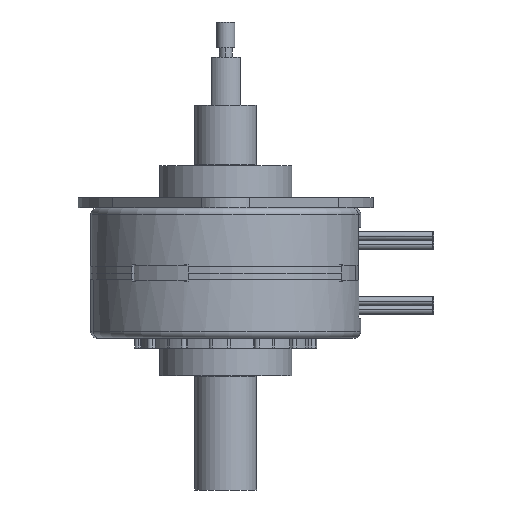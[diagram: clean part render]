
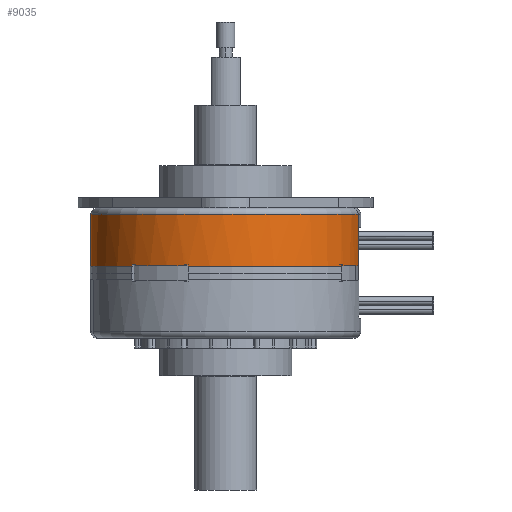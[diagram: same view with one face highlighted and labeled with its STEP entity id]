
A CAD part, front view. The second image highlights one B-rep face of the part: STEP entity #9035.
In plain terms, the highlighted cylindrical face has radius 20.841 mm (diameter 41.681 mm), a partial arc.
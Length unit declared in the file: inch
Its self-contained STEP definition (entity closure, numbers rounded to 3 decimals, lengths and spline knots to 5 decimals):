
#4042=CARTESIAN_POINT('',(0.,0.,0.));
#4043=DIRECTION('',(0.,0.,-1.));
#4044=DIRECTION('',(-0.195,0.981,0.));
#4045=AXIS2_PLACEMENT_3D('',#4042,#4043,#4044);
#4052=DIRECTION('',(0.,0.,-1.));
#4053=VECTOR('',#4052,0.313);
#4054=CARTESIAN_POINT('',(0.16007,-0.80473,0.313));
#4055=LINE('',#4054,#4053);
#4056=CARTESIAN_POINT('',(0.,0.,0.316));
#4057=DIRECTION('',(0.,0.,-1.));
#4058=DIRECTION('',(0.961,0.277,0.));
#4059=AXIS2_PLACEMENT_3D('',#4056,#4057,#4058);
#4061=CARTESIAN_POINT('',(0.,0.,0.316));
#4062=DIRECTION('',(0.,0.,-1.));
#4063=DIRECTION('',(-0.195,0.981,0.));
#4064=AXIS2_PLACEMENT_3D('',#4061,#4062,#4063);
#4066=DIRECTION('',(0.,0.,-1.));
#4067=VECTOR('',#4066,0.316);
#4068=CARTESIAN_POINT('',(-0.16007,0.80473,0.316));
#4069=LINE('',#4068,#4067);
#4135=DIRECTION('',(0.,0.,1.));
#4136=VECTOR('',#4135,0.011);
#4137=CARTESIAN_POINT('',(0.4325,-0.69725,0.305));
#4138=LINE('',#4137,#4136);
#4147=CARTESIAN_POINT('',(0.,0.,0.305));
#4148=DIRECTION('',(0.,0.,1.));
#4149=DIRECTION('',(0.497,-0.868,0.));
#4150=AXIS2_PLACEMENT_3D('',#4147,#4148,#4149);
#4161=DIRECTION('',(0.,0.,1.));
#4162=VECTOR('',#4161,0.008);
#4163=CARTESIAN_POINT('',(0.4075,-0.71215,0.305));
#4164=LINE('',#4163,#4162);
#4187=CARTESIAN_POINT('',(0.,0.,0.313));
#4188=DIRECTION('',(0.,0.,1.));
#4189=DIRECTION('',(0.195,-0.981,0.));
#4190=AXIS2_PLACEMENT_3D('',#4187,#4188,#4189);
#4359=DIRECTION('',(0.,0.,1.));
#4360=VECTOR('',#4359,0.011);
#4361=CARTESIAN_POINT('',(0.78829,0.22764,0.305));
#4362=LINE('',#4361,#4360);
#4363=CARTESIAN_POINT('',(0.,0.,0.305));
#4364=DIRECTION('',(0.,0.,1.));
#4365=DIRECTION('',(0.961,0.277,0.));
#4366=AXIS2_PLACEMENT_3D('',#4363,#4364,#4365);
#4377=DIRECTION('',(0.,0.,1.));
#4378=VECTOR('',#4377,0.008);
#4379=CARTESIAN_POINT('',(0.78079,0.25218,0.305));
#4380=LINE('',#4379,#4378);
#4389=CARTESIAN_POINT('',(0.,0.,0.313));
#4390=DIRECTION('',(0.,0.,1.));
#4391=DIRECTION('',(0.952,0.307,0.));
#4392=AXIS2_PLACEMENT_3D('',#4389,#4390,#4391);
#4403=DIRECTION('',(0.,0.,1.));
#4404=VECTOR('',#4403,0.008);
#4405=CARTESIAN_POINT('',(0.60879,0.55009,0.305));
#4406=LINE('',#4405,#4404);
#4415=CARTESIAN_POINT('',(0.,0.,0.305));
#4416=DIRECTION('',(0.,0.,1.));
#4417=DIRECTION('',(0.742,0.67,0.));
#4418=AXIS2_PLACEMENT_3D('',#4415,#4416,#4417);
#4433=DIRECTION('',(0.,0.,1.));
#4434=VECTOR('',#4433,0.011);
#4435=CARTESIAN_POINT('',(0.59129,0.56886,0.305));
#4436=LINE('',#4435,#4434);
#4999=CARTESIAN_POINT('',(0.4325,-0.69725,0.316));
#5000=VERTEX_POINT('',#4999);
#5001=CARTESIAN_POINT('',(0.4325,-0.69725,0.305));
#5002=VERTEX_POINT('',#5001);
#5003=CARTESIAN_POINT('',(0.4075,-0.71215,0.305));
#5004=VERTEX_POINT('',#5003);
#5005=CARTESIAN_POINT('',(0.4075,-0.71215,0.313));
#5006=VERTEX_POINT('',#5005);
#5008=CARTESIAN_POINT('',(0.16007,-0.80473,0.313));
#5010=VERTEX_POINT('',#5008);
#5027=CARTESIAN_POINT('',(0.78829,0.22764,0.316));
#5028=VERTEX_POINT('',#5027);
#5029=CARTESIAN_POINT('',(0.78829,0.22764,0.305));
#5030=VERTEX_POINT('',#5029);
#5031=CARTESIAN_POINT('',(0.78079,0.25218,0.305));
#5032=VERTEX_POINT('',#5031);
#5033=CARTESIAN_POINT('',(0.78079,0.25218,0.313));
#5034=VERTEX_POINT('',#5033);
#5035=CARTESIAN_POINT('',(0.60879,0.55009,0.313));
#5036=VERTEX_POINT('',#5035);
#5037=CARTESIAN_POINT('',(0.60879,0.55009,0.305));
#5038=VERTEX_POINT('',#5037);
#5039=CARTESIAN_POINT('',(0.59129,0.56886,0.305));
#5040=VERTEX_POINT('',#5039);
#5041=CARTESIAN_POINT('',(0.59129,0.56886,0.316));
#5043=VERTEX_POINT('',#5041);
#5063=CARTESIAN_POINT('',(-0.16007,0.80473,0.316));
#5064=VERTEX_POINT('',#5063);
#5069=CARTESIAN_POINT('',(0.16007,-0.80473,0.));
#5070=CARTESIAN_POINT('',(-0.16007,0.80473,0.));
#5071=VERTEX_POINT('',#5069);
#5072=VERTEX_POINT('',#5070);
#8997=CARTESIAN_POINT('',(0.,0.,-0.0935));
#8998=DIRECTION('',(0.,0.,1.));
#8999=DIRECTION('',(-0.195,0.981,0.));
#9000=AXIS2_PLACEMENT_3D('',#8997,#8998,#8999);
#9001=CYLINDRICAL_SURFACE('',#9000,0.8205);
#9002=ORIENTED_EDGE('',*,*,#8991,.T.);
#9004=ORIENTED_EDGE('',*,*,#9003,.F.);
#9006=ORIENTED_EDGE('',*,*,#9005,.T.);
#9008=ORIENTED_EDGE('',*,*,#9007,.F.);
#9010=ORIENTED_EDGE('',*,*,#9009,.T.);
#9012=ORIENTED_EDGE('',*,*,#9011,.T.);
#9014=ORIENTED_EDGE('',*,*,#9013,.F.);
#9016=ORIENTED_EDGE('',*,*,#9015,.F.);
#9018=ORIENTED_EDGE('',*,*,#9017,.T.);
#9020=ORIENTED_EDGE('',*,*,#9019,.T.);
#9022=ORIENTED_EDGE('',*,*,#9021,.T.);
#9024=ORIENTED_EDGE('',*,*,#9023,.F.);
#9026=ORIENTED_EDGE('',*,*,#9025,.T.);
#9028=ORIENTED_EDGE('',*,*,#9027,.T.);
#9030=ORIENTED_EDGE('',*,*,#9029,.F.);
#9032=ORIENTED_EDGE('',*,*,#9031,.T.);
#9033=EDGE_LOOP('',(#9002,#9004,#9006,#9008,#9010,#9012,#9014,#9016,#9018,#9020,
#9022,#9024,#9026,#9028,#9030,#9032));
#9034=FACE_OUTER_BOUND('',#9033,.F.);
#9035=ADVANCED_FACE('',(#9034),#9001,.T.);
#4046=CIRCLE('',#4045,0.8205);
#4060=CIRCLE('',#4059,0.8205);
#4065=CIRCLE('',#4064,0.8205);
#4151=CIRCLE('',#4150,0.8205);
#4191=CIRCLE('',#4190,0.8205);
#4367=CIRCLE('',#4366,0.8205);
#4393=CIRCLE('',#4392,0.8205);
#4419=CIRCLE('',#4418,0.8205);
#8991=EDGE_CURVE('',#5072,#5071,#4046,.T.);
#9003=EDGE_CURVE('',#5010,#5071,#4055,.T.);
#9005=EDGE_CURVE('',#5010,#5006,#4191,.T.);
#9007=EDGE_CURVE('',#5004,#5006,#4164,.T.);
#9009=EDGE_CURVE('',#5004,#5002,#4151,.T.);
#9011=EDGE_CURVE('',#5002,#5000,#4138,.T.);
#9013=EDGE_CURVE('',#5028,#5000,#4060,.T.);
#9015=EDGE_CURVE('',#5030,#5028,#4362,.T.);
#9017=EDGE_CURVE('',#5030,#5032,#4367,.T.);
#9019=EDGE_CURVE('',#5032,#5034,#4380,.T.);
#9021=EDGE_CURVE('',#5034,#5036,#4393,.T.);
#9023=EDGE_CURVE('',#5038,#5036,#4406,.T.);
#9025=EDGE_CURVE('',#5038,#5040,#4419,.T.);
#9027=EDGE_CURVE('',#5040,#5043,#4436,.T.);
#9029=EDGE_CURVE('',#5064,#5043,#4065,.T.);
#9031=EDGE_CURVE('',#5064,#5072,#4069,.T.);
